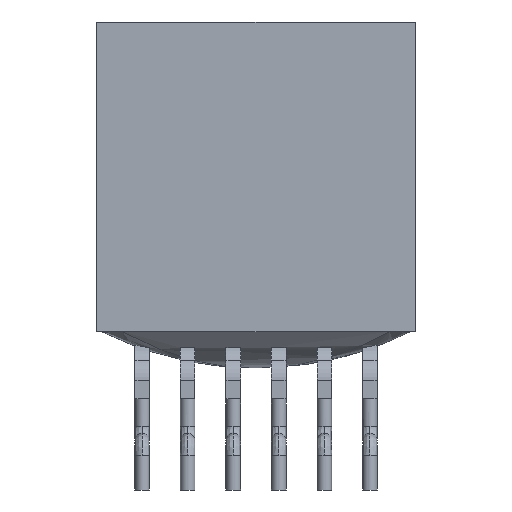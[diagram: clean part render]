
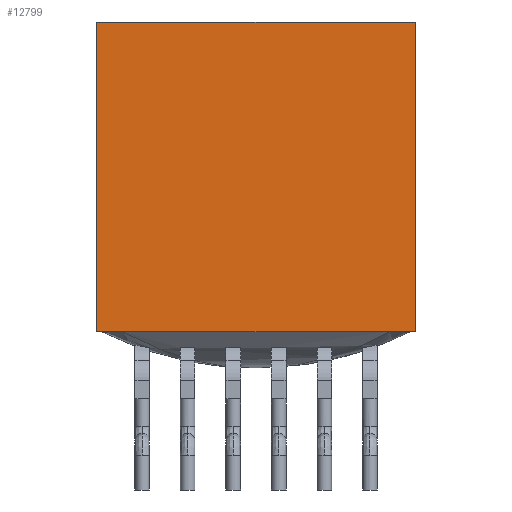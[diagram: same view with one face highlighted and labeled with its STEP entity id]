
A CAD part, front view. The second image highlights one B-rep face of the part: STEP entity #12799.
In plain terms, the highlighted planar face has unit normal (0, -1, 0).
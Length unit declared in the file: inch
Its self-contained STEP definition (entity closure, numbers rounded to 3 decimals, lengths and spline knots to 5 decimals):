
#351 = VERTEX_POINT ( 'NONE', #8775 ) ;
#498 = VERTEX_POINT ( 'NONE', #524 ) ;
#524 = CARTESIAN_POINT ( 'NONE',  ( 0.0875, 0., 0. ) ) ;
#1112 = ORIENTED_EDGE ( 'NONE', *, *, #2922, .F. ) ;
#1127 = LINE ( 'NONE', #5543, #9104 ) ;
#1607 = AXIS2_PLACEMENT_3D ( 'NONE', #2804, #9792, #3809 ) ;
#2435 = CARTESIAN_POINT ( 'NONE',  ( 0.0875, 0., 0.17 ) ) ;
#2532 = DIRECTION ( 'NONE',  ( 0., 0., 1. ) ) ;
#2721 = DIRECTION ( 'NONE',  ( -1., 0., 0. ) ) ;
#2804 = CARTESIAN_POINT ( 'NONE',  ( 0.0875, 0., 0. ) ) ;
#2922 = EDGE_CURVE ( 'NONE', #351, #6097, #6681, .T. ) ;
#3280 = LINE ( 'NONE', #4120, #8603 ) ;
#3572 = CARTESIAN_POINT ( 'NONE',  ( 0.0875, 0., 0.17 ) ) ;
#3662 = VECTOR ( 'NONE', #2721, 39.37008 ) ;
#3809 = DIRECTION ( 'NONE',  ( 0., 0., 1. ) ) ;
#4120 = CARTESIAN_POINT ( 'NONE',  ( 0.0875, 0., 0. ) ) ;
#4143 = ORIENTED_EDGE ( 'NONE', *, *, #7284, .F. ) ;
#4859 = EDGE_LOOP ( 'NONE', ( #4143, #12716, #1112, #6197 ) ) ;
#5037 = FACE_OUTER_BOUND ( 'NONE', #4859, .T. ) ;
#5461 = DIRECTION ( 'NONE',  ( 1., 0., 0. ) ) ;
#5543 = CARTESIAN_POINT ( 'NONE',  ( -0.0875, 0., 0. ) ) ;
#6097 = VERTEX_POINT ( 'NONE', #3572 ) ;
#6197 = ORIENTED_EDGE ( 'NONE', *, *, #7886, .F. ) ;
#6385 = VECTOR ( 'NONE', #5461, 39.37008 ) ;
#6681 = LINE ( 'NONE', #2435, #6385 ) ;
#7284 = EDGE_CURVE ( 'NONE', #498, #10621, #8978, .T. ) ;
#7886 = EDGE_CURVE ( 'NONE', #10621, #351, #1127, .T. ) ;
#8603 = VECTOR ( 'NONE', #11141, 39.37008 ) ;
#8704 = CARTESIAN_POINT ( 'NONE',  ( 0.0875, 0., 0. ) ) ;
#8775 = CARTESIAN_POINT ( 'NONE',  ( -0.0875, 0., 0.17 ) ) ;
#8978 = LINE ( 'NONE', #8704, #3662 ) ;
#9104 = VECTOR ( 'NONE', #2532, 39.37008 ) ;
#9750 = PLANE ( 'NONE',  #1607 ) ;
#9792 = DIRECTION ( 'NONE',  ( 0., 1., 0. ) ) ;
#10621 = VERTEX_POINT ( 'NONE', #11239 ) ;
#11141 = DIRECTION ( 'NONE',  ( 0., 0., -1. ) ) ;
#11153 = EDGE_CURVE ( 'NONE', #6097, #498, #3280, .T. ) ;
#11239 = CARTESIAN_POINT ( 'NONE',  ( -0.0875, 0., 0. ) ) ;
#12716 = ORIENTED_EDGE ( 'NONE', *, *, #11153, .F. ) ;
#12799 = ADVANCED_FACE ( 'NONE', ( #5037 ), #9750, .F. ) ;
